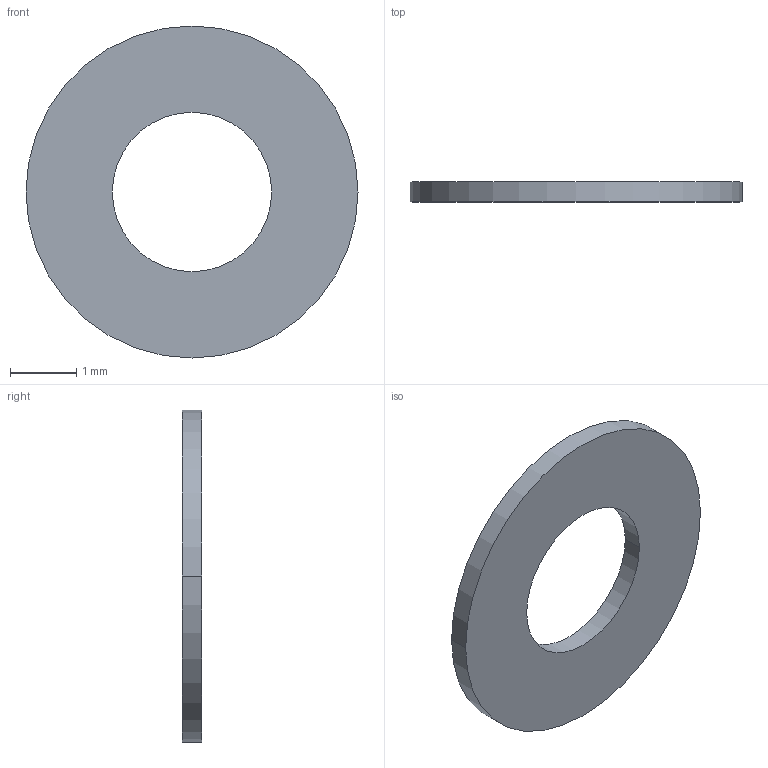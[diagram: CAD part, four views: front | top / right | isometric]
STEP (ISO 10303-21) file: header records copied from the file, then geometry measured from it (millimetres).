
FILE_DESCRIPTION((''),'2;1');
FILE_NAME('M2','2021-03-23T11:09:31',('FLSP'),(''),'CREO PARAMETRIC BY PTC INC, 2019080','CREO PARAMETRIC BY PTC INC, 2019080','');
FILE_SCHEMA(('CONFIG_CONTROL_DESIGN','SHAPE_APPEARANCE_LAYERS_GROUPS'));
Length unit declared in the file: millimetre
Products named in the file (1): M2
Bounding box: 5 x 0.3 x 5 mm (x, y, z)
Volume: 4.5 mm3; surface area: 37.2 mm2
Topology: 1 solids, 1 shells, 6 faces, 12 edges, 8 vertices
Faces by surface type: cylinder 4, plane 2
Entity records: 369 total; most frequent: COLOUR_RGB 40, DIRECTION 32, CARTESIAN_POINT 26, ORIENTED_EDGE 24, PRESENTATION_STYLE_ASSIGNMENT 19, AXIS2_PLACEMENT_3D 14, STYLED_ITEM 13, FILL_AREA_STYLE_COLOUR 13
